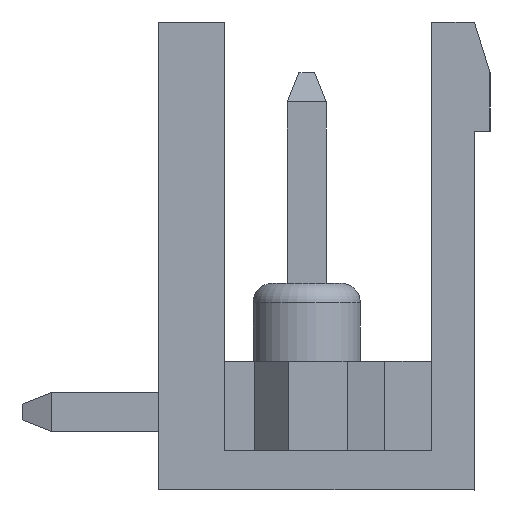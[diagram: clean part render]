
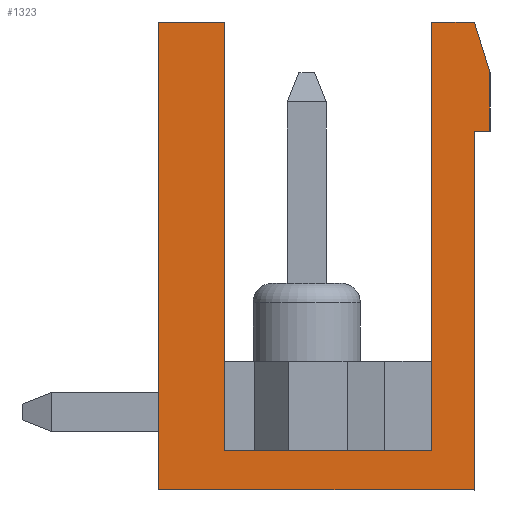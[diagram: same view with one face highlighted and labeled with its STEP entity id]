
A CAD part, left-side view. The second image highlights one B-rep face of the part: STEP entity #1323.
In plain terms, the highlighted planar face has unit normal (-1, 0, 0).
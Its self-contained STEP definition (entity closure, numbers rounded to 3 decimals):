
#1323 = ADVANCED_FACE( '', ( #2656 ), #2657, .F. );
#2656 = FACE_OUTER_BOUND( '', #4002, .T. );
#2657 = PLANE( '', #4003 );
#4002 = EDGE_LOOP( '', ( #7737, #7738, #7739, #7740, #7741, #7742, #7743, #7744, #7745, #7746, #7747 ) );
#4003 = AXIS2_PLACEMENT_3D( '', #7748, #7749, #7750 );
#7737 = ORIENTED_EDGE( '', *, *, #8334, .T. );
#7738 = ORIENTED_EDGE( '', *, *, #8811, .F. );
#7739 = ORIENTED_EDGE( '', *, *, #9607, .F. );
#7740 = ORIENTED_EDGE( '', *, *, #9417, .F. );
#7741 = ORIENTED_EDGE( '', *, *, #9102, .T. );
#7742 = ORIENTED_EDGE( '', *, *, #9519, .F. );
#7743 = ORIENTED_EDGE( '', *, *, #9064, .F. );
#7744 = ORIENTED_EDGE( '', *, *, #9809, .F. );
#7745 = ORIENTED_EDGE( '', *, *, #9640, .T. );
#7746 = ORIENTED_EDGE( '', *, *, #9665, .T. );
#7747 = ORIENTED_EDGE( '', *, *, #9201, .F. );
#7748 = CARTESIAN_POINT( '', ( -30.48, 0., 0. ) );
#7749 = DIRECTION( '', ( 1., 0., 0. ) );
#7750 = DIRECTION( '', ( 0., 0., -1. ) );
#8334 = EDGE_CURVE( '', #9978, #9979, #9980, .T. );
#8811 = EDGE_CURVE( '', #10813, #9979, #10814, .T. );
#9064 = EDGE_CURVE( '', #11214, #11215, #11216, .T. );
#9102 = EDGE_CURVE( '', #11272, #11270, #11273, .T. );
#9201 = EDGE_CURVE( '', #9978, #11423, #11424, .T. );
#9417 = EDGE_CURVE( '', #11272, #11721, #11735, .T. );
#9519 = EDGE_CURVE( '', #11215, #11270, #11873, .T. );
#9607 = EDGE_CURVE( '', #11721, #10813, #11998, .T. );
#9640 = EDGE_CURVE( '', #12035, #12036, #12037, .T. );
#9665 = EDGE_CURVE( '', #12036, #11423, #12067, .T. );
#9809 = EDGE_CURVE( '', #12035, #11214, #12238, .T. );
#9978 = VERTEX_POINT( '', #12426 );
#9979 = VERTEX_POINT( '', #12427 );
#9980 = LINE( '', #12428, #12429 );
#10813 = VERTEX_POINT( '', #13636 );
#10814 = LINE( '', #13637, #13638 );
#11214 = VERTEX_POINT( '', #14222 );
#11215 = VERTEX_POINT( '', #14223 );
#11216 = LINE( '', #14224, #14225 );
#11270 = VERTEX_POINT( '', #14312 );
#11272 = VERTEX_POINT( '', #14315 );
#11273 = LINE( '', #14316, #14317 );
#11423 = VERTEX_POINT( '', #14536 );
#11424 = LINE( '', #14537, #14538 );
#11721 = VERTEX_POINT( '', #14979 );
#11735 = LINE( '', #14999, #15000 );
#11873 = LINE( '', #15202, #15203 );
#11998 = LINE( '', #15394, #15395 );
#12035 = VERTEX_POINT( '', #15450 );
#12036 = VERTEX_POINT( '', #15451 );
#12037 = LINE( '', #15452, #15453 );
#12067 = LINE( '', #15496, #15497 );
#12238 = LINE( '', #15750, #15751 );
#12426 = CARTESIAN_POINT( '', ( -30.48, -4.45, 4.7 ) );
#12427 = CARTESIAN_POINT( '', ( -30.48, -4.05, 6. ) );
#12428 = CARTESIAN_POINT( '', ( -30.48, -4.45, 4.7 ) );
#12429 = VECTOR( '', #15952, 1000. );
#13636 = CARTESIAN_POINT( '', ( -30.48, -2.95, 6. ) );
#13637 = CARTESIAN_POINT( '', ( -30.48, 4.05, 6. ) );
#13638 = VECTOR( '', #16411, 1000. );
#14222 = CARTESIAN_POINT( '', ( -30.48, 4.05, -6. ) );
#14223 = CARTESIAN_POINT( '', ( -30.48, 4.05, 6. ) );
#14224 = CARTESIAN_POINT( '', ( -30.48, 4.05, -6. ) );
#14225 = VECTOR( '', #16638, 1000. );
#14312 = CARTESIAN_POINT( '', ( -30.48, 2.35, 6. ) );
#14315 = CARTESIAN_POINT( '', ( -30.48, 2.35, -5. ) );
#14316 = CARTESIAN_POINT( '', ( -30.48, 2.35, -5. ) );
#14317 = VECTOR( '', #16673, 1000. );
#14536 = CARTESIAN_POINT( '', ( -30.48, -4.45, 3.2 ) );
#14537 = CARTESIAN_POINT( '', ( -30.48, -4.45, 6. ) );
#14538 = VECTOR( '', #16764, 1000. );
#14979 = CARTESIAN_POINT( '', ( -30.48, -2.95, -5. ) );
#14999 = CARTESIAN_POINT( '', ( -30.48, 2.35, -5. ) );
#15000 = VECTOR( '', #16945, 1000. );
#15202 = CARTESIAN_POINT( '', ( -30.48, 4.05, 6. ) );
#15203 = VECTOR( '', #17034, 1000. );
#15394 = CARTESIAN_POINT( '', ( -30.48, -2.95, -5. ) );
#15395 = VECTOR( '', #17122, 1000. );
#15450 = CARTESIAN_POINT( '', ( -30.48, -4.05, -6. ) );
#15451 = CARTESIAN_POINT( '', ( -30.48, -4.05, 3.2 ) );
#15452 = CARTESIAN_POINT( '', ( -30.48, -4.05, -6. ) );
#15453 = VECTOR( '', #17147, 1000. );
#15496 = CARTESIAN_POINT( '', ( -30.48, -4.05, 3.2 ) );
#15497 = VECTOR( '', #17164, 1000. );
#15750 = CARTESIAN_POINT( '', ( -30.48, -4.45, -6. ) );
#15751 = VECTOR( '', #17265, 1000. );
#15952 = DIRECTION( '', ( 0., 0.294, 0.956 ) );
#16411 = DIRECTION( '', ( 0., -1., 0. ) );
#16638 = DIRECTION( '', ( 0., 0., 1. ) );
#16673 = DIRECTION( '', ( 0., 0., 1. ) );
#16764 = DIRECTION( '', ( 0., 0., -1. ) );
#16945 = DIRECTION( '', ( 0., -1., 0. ) );
#17034 = DIRECTION( '', ( 0., -1., 0. ) );
#17122 = DIRECTION( '', ( 0., 0., 1. ) );
#17147 = DIRECTION( '', ( 0., 0., 1. ) );
#17164 = DIRECTION( '', ( 0., -1., 0. ) );
#17265 = DIRECTION( '', ( 0., 1., 0. ) );
